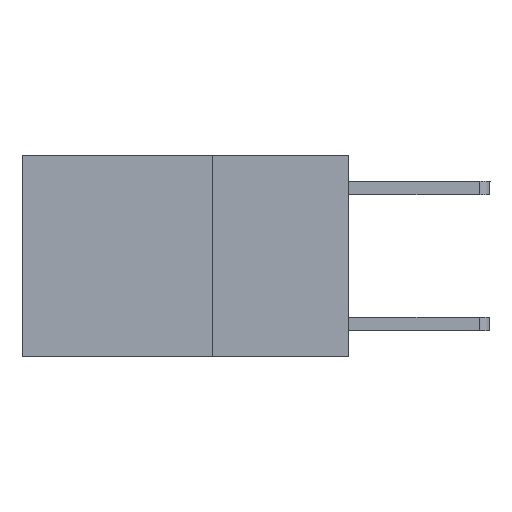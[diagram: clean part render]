
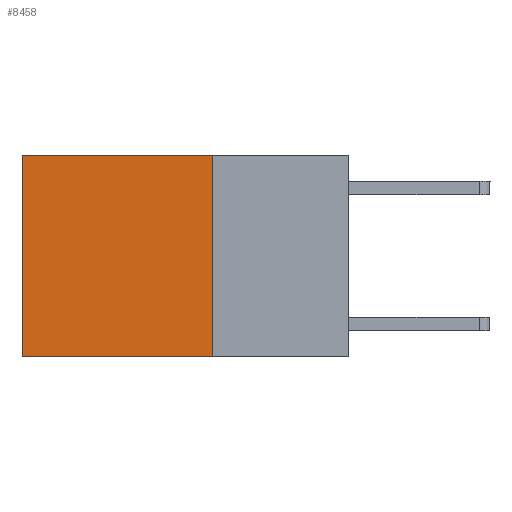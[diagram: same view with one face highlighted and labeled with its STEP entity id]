
A CAD part, left-side view. The second image highlights one B-rep face of the part: STEP entity #8458.
In plain terms, the highlighted planar face has unit normal (-1, 0, 0).
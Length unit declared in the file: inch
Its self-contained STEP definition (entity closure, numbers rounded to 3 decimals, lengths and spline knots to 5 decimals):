
#258 = CARTESIAN_POINT ( 'NONE',  ( 0.2625, 0.6, 0. ) ) ;
#341 = EDGE_CURVE ( 'NONE', #9183, #2376, #1730, .T. ) ;
#536 = ORIENTED_EDGE ( 'NONE', *, *, #341, .T. ) ;
#645 = DIRECTION ( 'NONE',  ( 1., 0., 0. ) ) ;
#723 = VECTOR ( 'NONE', #7663, 39.37008 ) ;
#1398 = FACE_OUTER_BOUND ( 'NONE', #9647, .T. ) ;
#1466 = CARTESIAN_POINT ( 'NONE',  ( 0.2625, 0.25, 0. ) ) ;
#1528 = DIRECTION ( 'NONE',  ( 0., 0., -1. ) ) ;
#1730 = LINE ( 'NONE', #3889, #723 ) ;
#2226 = LINE ( 'NONE', #3111, #8230 ) ;
#2365 = ORIENTED_EDGE ( 'NONE', *, *, #8345, .F. ) ;
#2376 = VERTEX_POINT ( 'NONE', #258 ) ;
#2404 = CARTESIAN_POINT ( 'NONE',  ( 0.2625, 0.25, -0.37 ) ) ;
#2511 = CARTESIAN_POINT ( 'NONE',  ( 0.2625, 0.6, -0.37 ) ) ;
#2631 = CARTESIAN_POINT ( 'NONE',  ( 0.2625, 0.25, -0.37 ) ) ;
#2721 = DIRECTION ( 'NONE',  ( 0., 0., -1. ) ) ;
#3111 = CARTESIAN_POINT ( 'NONE',  ( 0.2625, 0.6, 0. ) ) ;
#3227 = ORIENTED_EDGE ( 'NONE', *, *, #3445, .F. ) ;
#3275 = LINE ( 'NONE', #2404, #4950 ) ;
#3445 = EDGE_CURVE ( 'NONE', #3557, #7404, #3275, .T. ) ;
#3557 = VERTEX_POINT ( 'NONE', #2631 ) ;
#3559 = CARTESIAN_POINT ( 'NONE',  ( 0.2625, 0.25, 0. ) ) ;
#3889 = CARTESIAN_POINT ( 'NONE',  ( 0.2625, 0.25, 0. ) ) ;
#4849 = EDGE_CURVE ( 'NONE', #2376, #7404, #2226, .T. ) ;
#4950 = VECTOR ( 'NONE', #6232, 39.37008 ) ;
#5880 = ORIENTED_EDGE ( 'NONE', *, *, #4849, .T. ) ;
#6232 = DIRECTION ( 'NONE',  ( 0., 1., 0. ) ) ;
#6350 = DIRECTION ( 'NONE',  ( 0., 0., -1. ) ) ;
#7333 = CARTESIAN_POINT ( 'NONE',  ( 0.2625, 0.25, 0. ) ) ;
#7404 = VERTEX_POINT ( 'NONE', #2511 ) ;
#7663 = DIRECTION ( 'NONE',  ( 0., 1., 0. ) ) ;
#8010 = LINE ( 'NONE', #3559, #9361 ) ;
#8055 = PLANE ( 'NONE',  #8117 ) ;
#8117 = AXIS2_PLACEMENT_3D ( 'NONE', #7333, #645, #2721 ) ;
#8230 = VECTOR ( 'NONE', #1528, 39.37008 ) ;
#8345 = EDGE_CURVE ( 'NONE', #9183, #3557, #8010, .T. ) ;
#8458 = ADVANCED_FACE ( 'NONE', ( #1398 ), #8055, .F. ) ;
#9183 = VERTEX_POINT ( 'NONE', #1466 ) ;
#9361 = VECTOR ( 'NONE', #6350, 39.37008 ) ;
#9647 = EDGE_LOOP ( 'NONE', ( #5880, #3227, #2365, #536 ) ) ;
